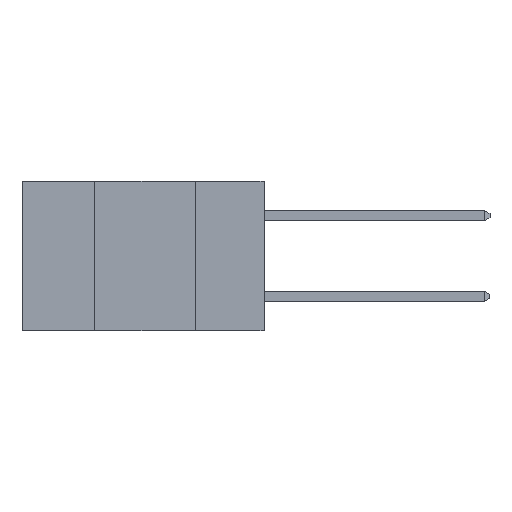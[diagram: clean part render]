
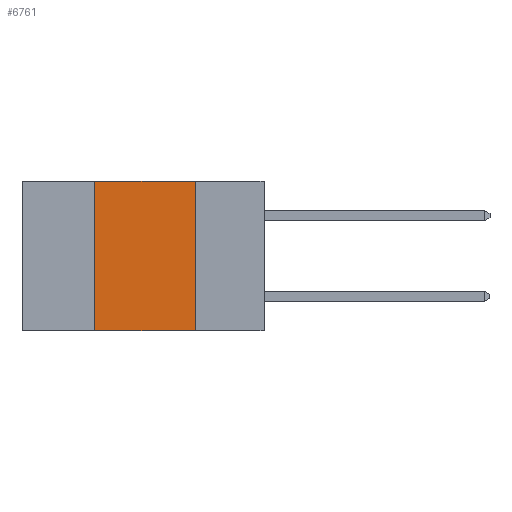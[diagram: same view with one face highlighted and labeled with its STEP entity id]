
A CAD part, left-side view. The second image highlights one B-rep face of the part: STEP entity #6761.
In plain terms, the highlighted planar face has unit normal (-1, 0, 0).
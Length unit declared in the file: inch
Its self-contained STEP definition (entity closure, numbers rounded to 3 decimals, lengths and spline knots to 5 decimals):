
#185 = DIRECTION ( 'NONE',  ( 0., 0., 1. ) ) ;
#351 = DIRECTION ( 'NONE',  ( 0., 0., -1. ) ) ;
#415 = CARTESIAN_POINT ( 'NONE',  ( 0., 0.42, -0.37 ) ) ;
#514 = VERTEX_POINT ( 'NONE', #3430 ) ;
#561 = EDGE_CURVE ( 'NONE', #3578, #514, #9033, .T. ) ;
#679 = DIRECTION ( 'NONE',  ( 1., 0., 0. ) ) ;
#945 = DIRECTION ( 'NONE',  ( 0., -1., 0. ) ) ;
#1286 = EDGE_CURVE ( 'NONE', #6434, #1652, #1780, .T. ) ;
#1546 = CARTESIAN_POINT ( 'NONE',  ( 0., 0.17, 0. ) ) ;
#1652 = VERTEX_POINT ( 'NONE', #1546 ) ;
#1780 = LINE ( 'NONE', #4647, #6292 ) ;
#1898 = DIRECTION ( 'NONE',  ( 0., -1., 0. ) ) ;
#1982 = FACE_OUTER_BOUND ( 'NONE', #5123, .T. ) ;
#2022 = EDGE_CURVE ( 'NONE', #3578, #6434, #8711, .T. ) ;
#2265 = ORIENTED_EDGE ( 'NONE', *, *, #3888, .F. ) ;
#2299 = CARTESIAN_POINT ( 'NONE',  ( 0., 0.17, -0.37 ) ) ;
#3177 = VECTOR ( 'NONE', #351, 39.37008 ) ;
#3430 = CARTESIAN_POINT ( 'NONE',  ( 0., 0.17, -0.37 ) ) ;
#3578 = VERTEX_POINT ( 'NONE', #415 ) ;
#3888 = EDGE_CURVE ( 'NONE', #1652, #514, #4555, .T. ) ;
#4555 = LINE ( 'NONE', #2299, #3177 ) ;
#4647 = CARTESIAN_POINT ( 'NONE',  ( 0., 0.6, 0. ) ) ;
#5123 = EDGE_LOOP ( 'NONE', ( #2265, #8886, #5755, #8899 ) ) ;
#5689 = PLANE ( 'NONE',  #7710 ) ;
#5736 = DIRECTION ( 'NONE',  ( 0., 0., -1. ) ) ;
#5755 = ORIENTED_EDGE ( 'NONE', *, *, #2022, .F. ) ;
#5887 = CARTESIAN_POINT ( 'NONE',  ( 0., 0.42, 0. ) ) ;
#6292 = VECTOR ( 'NONE', #945, 39.37008 ) ;
#6298 = VECTOR ( 'NONE', #185, 39.37008 ) ;
#6434 = VERTEX_POINT ( 'NONE', #5887 ) ;
#6761 = ADVANCED_FACE ( 'NONE', ( #1982 ), #5689, .F. ) ;
#7230 = CARTESIAN_POINT ( 'NONE',  ( 0., 0.42, -0.37 ) ) ;
#7710 = AXIS2_PLACEMENT_3D ( 'NONE', #8423, #679, #5736 ) ;
#8364 = VECTOR ( 'NONE', #1898, 39.37008 ) ;
#8423 = CARTESIAN_POINT ( 'NONE',  ( 0., 0.6, 0. ) ) ;
#8711 = LINE ( 'NONE', #7230, #6298 ) ;
#8886 = ORIENTED_EDGE ( 'NONE', *, *, #1286, .F. ) ;
#8899 = ORIENTED_EDGE ( 'NONE', *, *, #561, .T. ) ;
#9033 = LINE ( 'NONE', #9168, #8364 ) ;
#9168 = CARTESIAN_POINT ( 'NONE',  ( 0., 0.6, -0.37 ) ) ;
